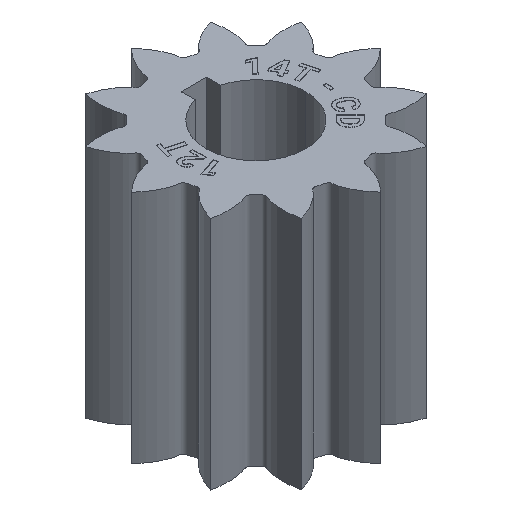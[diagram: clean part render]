
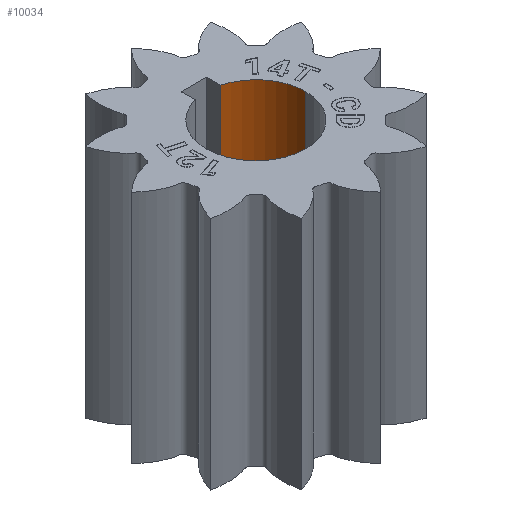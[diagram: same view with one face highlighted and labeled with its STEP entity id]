
A CAD part, isometric view. The second image highlights one B-rep face of the part: STEP entity #10034.
In plain terms, the highlighted cylindrical face has radius 4.025 mm (diameter 8.05 mm), a partial arc.
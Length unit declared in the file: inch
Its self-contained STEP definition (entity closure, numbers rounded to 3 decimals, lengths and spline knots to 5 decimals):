
#7 = DIRECTION ( 'NONE',  ( 0., 0., 1. ) ) ;
#272 = CYLINDRICAL_SURFACE ( 'NONE', #10517, 0.15846 ) ;
#400 = CARTESIAN_POINT ( 'NONE',  ( 0.04035, 0.15324, -0.375 ) ) ;
#631 = CARTESIAN_POINT ( 'NONE',  ( 0.04035, 0.15324, 0.375 ) ) ;
#1092 = ORIENTED_EDGE ( 'NONE', *, *, #8289, .T. ) ;
#1366 = DIRECTION ( 'NONE',  ( 1., 0., 0. ) ) ;
#1472 = VERTEX_POINT ( 'NONE', #631 ) ;
#2099 = EDGE_CURVE ( 'NONE', #1472, #8480, #8260, .T. ) ;
#2492 = AXIS2_PLACEMENT_3D ( 'NONE', #5361, #6585, #1366 ) ;
#2884 = DIRECTION ( 'NONE',  ( 0., 0., -1. ) ) ;
#2897 = EDGE_CURVE ( 'NONE', #12248, #7698, #3719, .T. ) ;
#3490 = DIRECTION ( 'NONE',  ( 0., 0., 1. ) ) ;
#3719 = CIRCLE ( 'NONE', #2492, 0.15846 ) ;
#4058 = CARTESIAN_POINT ( 'NONE',  ( 0.15846, 0., -0.375 ) ) ;
#4198 = DIRECTION ( 'NONE',  ( 0., 0., 1. ) ) ;
#4393 = FACE_OUTER_BOUND ( 'NONE', #7014, .T. ) ;
#5361 = CARTESIAN_POINT ( 'NONE',  ( 0., 0., -0.375 ) ) ;
#5563 = VECTOR ( 'NONE', #4198, 39.37008 ) ;
#6585 = DIRECTION ( 'NONE',  ( 0., 0., 1. ) ) ;
#6600 = AXIS2_PLACEMENT_3D ( 'NONE', #6702, #2884, #10787 ) ;
#6702 = CARTESIAN_POINT ( 'NONE',  ( 0., 0., 0.375 ) ) ;
#7014 = EDGE_LOOP ( 'NONE', ( #12265, #1092, #9260, #12727 ) ) ;
#7106 = LINE ( 'NONE', #4058, #9389 ) ;
#7551 = CARTESIAN_POINT ( 'NONE',  ( 0.15846, 0., 0.375 ) ) ;
#7698 = VERTEX_POINT ( 'NONE', #400 ) ;
#8260 = CIRCLE ( 'NONE', #6600, 0.15846 ) ;
#8289 = EDGE_CURVE ( 'NONE', #12248, #8480, #7106, .T. ) ;
#8348 = DIRECTION ( 'NONE',  ( 1., 0., 0. ) ) ;
#8480 = VERTEX_POINT ( 'NONE', #7551 ) ;
#8991 = CARTESIAN_POINT ( 'NONE',  ( 0.15846, 0., -0.375 ) ) ;
#9260 = ORIENTED_EDGE ( 'NONE', *, *, #2099, .F. ) ;
#9389 = VECTOR ( 'NONE', #7, 39.37008 ) ;
#9963 = LINE ( 'NONE', #10872, #5563 ) ;
#10034 = ADVANCED_FACE ( 'NONE', ( #4393 ), #272, .F. ) ;
#10517 = AXIS2_PLACEMENT_3D ( 'NONE', #11204, #3490, #8348 ) ;
#10787 = DIRECTION ( 'NONE',  ( -1., 0., 0. ) ) ;
#10826 = EDGE_CURVE ( 'NONE', #7698, #1472, #9963, .T. ) ;
#10872 = CARTESIAN_POINT ( 'NONE',  ( 0.04035, 0.15324, -0.375 ) ) ;
#11204 = CARTESIAN_POINT ( 'NONE',  ( 0., 0., -0.375 ) ) ;
#12248 = VERTEX_POINT ( 'NONE', #8991 ) ;
#12265 = ORIENTED_EDGE ( 'NONE', *, *, #2897, .F. ) ;
#12727 = ORIENTED_EDGE ( 'NONE', *, *, #10826, .F. ) ;
